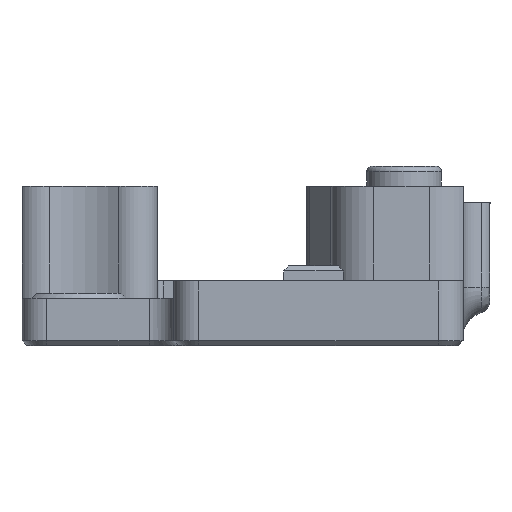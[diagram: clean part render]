
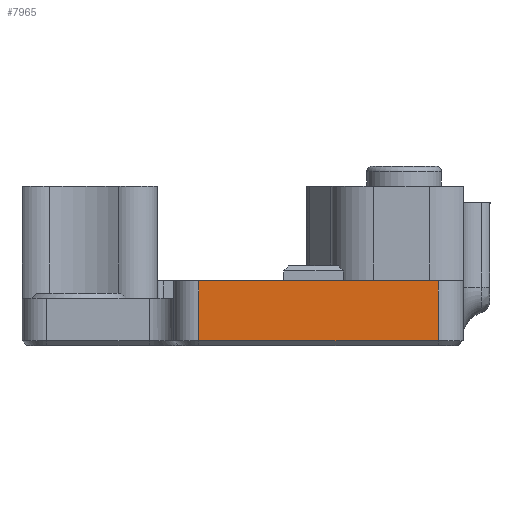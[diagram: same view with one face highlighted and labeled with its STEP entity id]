
A CAD part, front view. The second image highlights one B-rep face of the part: STEP entity #7965.
In plain terms, the highlighted planar face has unit normal (0, -1, 0).
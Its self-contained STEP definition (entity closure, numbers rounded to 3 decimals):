
#278=PLANE('',#8521);
#574=FACE_OUTER_BOUND('',#1044,.T.);
#1044=EDGE_LOOP('',(#5825,#5826,#5827,#5828));
#1620=LINE('',#12257,#2436);
#1621=LINE('',#12259,#2437);
#1622=LINE('',#12261,#2438);
#1623=LINE('',#12262,#2439);
#2436=VECTOR('',#9653,10.);
#2437=VECTOR('',#9654,10.);
#2438=VECTOR('',#9655,10.);
#2439=VECTOR('',#9656,10.);
#3637=VERTEX_POINT('',#12255);
#3638=VERTEX_POINT('',#12256);
#3639=VERTEX_POINT('',#12258);
#3640=VERTEX_POINT('',#12260);
#4462=EDGE_CURVE('',#3637,#3638,#1620,.T.);
#4463=EDGE_CURVE('',#3639,#3637,#1621,.T.);
#4464=EDGE_CURVE('',#3640,#3639,#1622,.T.);
#4465=EDGE_CURVE('',#3638,#3640,#1623,.T.);
#5825=ORIENTED_EDGE('',*,*,#4462,.F.);
#5826=ORIENTED_EDGE('',*,*,#4463,.F.);
#5827=ORIENTED_EDGE('',*,*,#4464,.F.);
#5828=ORIENTED_EDGE('',*,*,#4465,.F.);
#7965=ADVANCED_FACE('',(#574),#278,.F.);
#8521=AXIS2_PLACEMENT_3D('',#12254,#9651,#9652);
#9651=DIRECTION('center_axis',(0.,1.,0.));
#9652=DIRECTION('ref_axis',(-1.,0.,0.));
#9653=DIRECTION('',(-1.,0.,0.));
#9654=DIRECTION('',(0.,0.,-1.));
#9655=DIRECTION('',(1.,0.,0.));
#9656=DIRECTION('',(0.,0.,1.));
#12254=CARTESIAN_POINT('Origin',(25.744,-44.787,-1.25));
#12255=CARTESIAN_POINT('',(17.294,-44.787,0.4));
#12256=CARTESIAN_POINT('',(-1.943,-44.787,0.4));
#12257=CARTESIAN_POINT('',(15.454,-44.787,0.4));
#12258=CARTESIAN_POINT('',(17.294,-44.787,5.2));
#12259=CARTESIAN_POINT('',(17.294,-44.787,-0.65));
#12260=CARTESIAN_POINT('',(-1.943,-44.787,5.2));
#12261=CARTESIAN_POINT('',(3.091,-44.787,5.2));
#12262=CARTESIAN_POINT('',(-1.943,-44.787,1.225));
